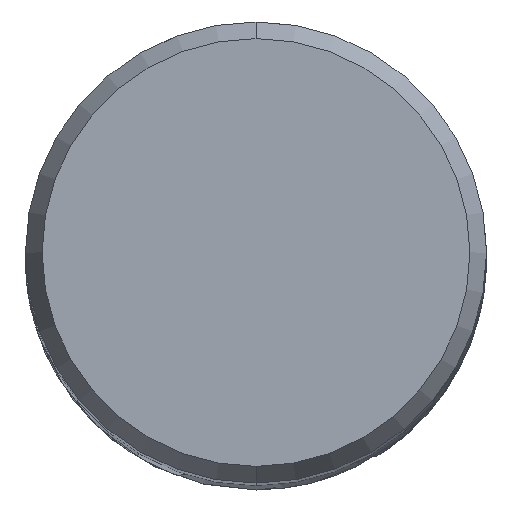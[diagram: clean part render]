
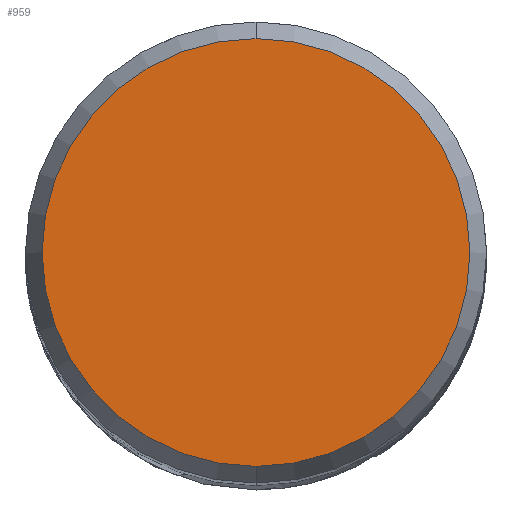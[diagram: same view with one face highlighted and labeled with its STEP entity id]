
A CAD part, top view. The second image highlights one B-rep face of the part: STEP entity #959.
In plain terms, the highlighted planar face has unit normal (0, 0, 1).
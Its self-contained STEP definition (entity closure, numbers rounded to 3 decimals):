
#815=VERTEX_POINT('',#2017);
#959=ADVANCED_FACE('',(#2174),#2175,.T.);
#981=EDGE_CURVE('',#1631,#815,#2200,.T.);
#1423=EDGE_CURVE('',#815,#1631,#2684,.T.);
#1631=VERTEX_POINT('',#2908);
#2017=CARTESIAN_POINT('',(0.,-7.423,0.0));
#2174=FACE_OUTER_BOUND('',#6113,.T.);
#2175=PLANE('',#6114);
#2200=CIRCLE('',#6436,7.423);
#2684=CIRCLE('',#10784,7.423);
#2908=CARTESIAN_POINT('',(0.0,7.423,0.0));
#6113=EDGE_LOOP('',(#14884,#14885));
#6114=AXIS2_PLACEMENT_3D('',#14886,#14887,#14888);
#6436=AXIS2_PLACEMENT_3D('',#14916,#14917,#14918);
#10784=AXIS2_PLACEMENT_3D('',#15426,#15427,#15428);
#14884=ORIENTED_EDGE('',*,*,#981,.F.);
#14885=ORIENTED_EDGE('',*,*,#1423,.F.);
#14886=CARTESIAN_POINT('',(0.0,3.711,0.0));
#14887=DIRECTION('',(-0.0,0.0,1.0));
#14888=DIRECTION('',(0.0,-1.0,0.0));
#14916=CARTESIAN_POINT('',(0.0,0.0,0.0));
#14917=DIRECTION('',(0.0,0.0,-1.0));
#14918=DIRECTION('',(0.0,1.0,0.0));
#15426=CARTESIAN_POINT('',(0.0,0.0,0.0));
#15427=DIRECTION('',(0.0,0.0,-1.0));
#15428=DIRECTION('',(0.0,1.0,0.0));
